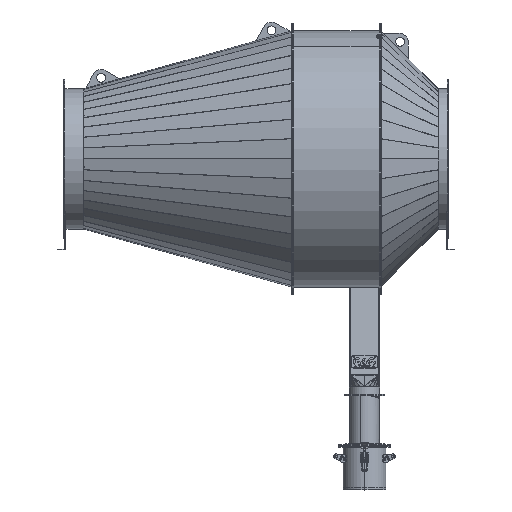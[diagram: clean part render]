
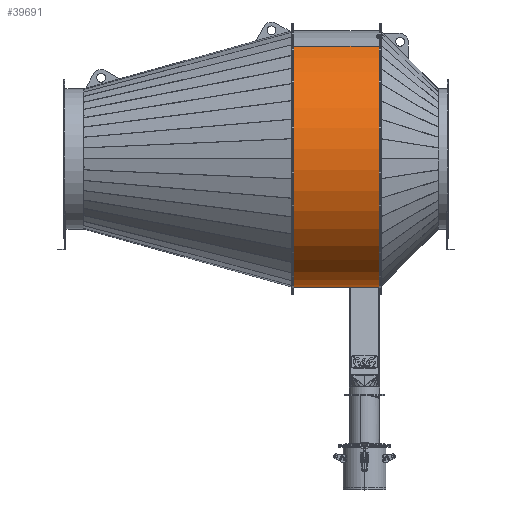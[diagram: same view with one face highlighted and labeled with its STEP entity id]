
A CAD part, top view. The second image highlights one B-rep face of the part: STEP entity #39691.
In plain terms, the highlighted cylindrical face has radius 652.5 mm (diameter 1305 mm), a partial arc.
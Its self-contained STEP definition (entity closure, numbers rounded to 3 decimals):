
#59 = ORIENTED_EDGE ( 'NONE', *, *, #14855, .F. ) ;
#619 = DIRECTION ( 'NONE',  ( 0., 1., 0. ) ) ;
#3417 = VERTEX_POINT ( 'NONE', #26998 ) ;
#3520 = DIRECTION ( 'NONE',  ( 0., -1., 0. ) ) ;
#4870 = CARTESIAN_POINT ( 'NONE',  ( 0., 0., 0. ) ) ;
#5384 = ORIENTED_EDGE ( 'NONE', *, *, #24968, .F. ) ;
#5550 = VERTEX_POINT ( 'NONE', #19801 ) ;
#7831 = VERTEX_POINT ( 'NONE', #11655 ) ;
#8597 = CARTESIAN_POINT ( 'NONE',  ( 0., 446., 0. ) ) ;
#9726 = VECTOR ( 'NONE', #39560, 1000. ) ;
#11655 = CARTESIAN_POINT ( 'NONE',  ( -314.048, 446., -571.953 ) ) ;
#14132 = AXIS2_PLACEMENT_3D ( 'NONE', #4870, #25168, #44274 ) ;
#14855 = EDGE_CURVE ( 'NONE', #3417, #7831, #18263, .T. ) ;
#16198 = ORIENTED_EDGE ( 'NONE', *, *, #40506, .T. ) ;
#16423 = CARTESIAN_POINT ( 'NONE',  ( -0.251, 0., 652.5 ) ) ;
#18263 = LINE ( 'NONE', #33976, #32887 ) ;
#19725 = CARTESIAN_POINT ( 'NONE',  ( -0.251, 446., 652.5 ) ) ;
#19801 = CARTESIAN_POINT ( 'NONE',  ( -0.251, 446., 652.5 ) ) ;
#20166 = CARTESIAN_POINT ( 'NONE',  ( 0., 446., 0. ) ) ;
#20689 = DIRECTION ( 'NONE',  ( 0., 0., -1. ) ) ;
#23080 = FACE_OUTER_BOUND ( 'NONE', #40990, .T. ) ;
#23396 = VERTEX_POINT ( 'NONE', #16423 ) ;
#23837 = LINE ( 'NONE', #19725, #9726 ) ;
#24968 = EDGE_CURVE ( 'NONE', #5550, #23396, #23837, .T. ) ;
#25168 = DIRECTION ( 'NONE',  ( 0., 1., 0. ) ) ;
#26998 = CARTESIAN_POINT ( 'NONE',  ( -314.048, 0., -571.953 ) ) ;
#30537 = AXIS2_PLACEMENT_3D ( 'NONE', #8597, #3520, #20689 ) ;
#32135 = EDGE_CURVE ( 'NONE', #7831, #5550, #45897, .T. ) ;
#32887 = VECTOR ( 'NONE', #37331, 1000. ) ;
#33546 = AXIS2_PLACEMENT_3D ( 'NONE', #20166, #619, #36856 ) ;
#33976 = CARTESIAN_POINT ( 'NONE',  ( -314.048, 446., -571.953 ) ) ;
#36856 = DIRECTION ( 'NONE',  ( 1., 0., 0. ) ) ;
#37331 = DIRECTION ( 'NONE',  ( 0., 1., 0. ) ) ;
#38794 = CYLINDRICAL_SURFACE ( 'NONE', #30537, 652.5 ) ;
#39560 = DIRECTION ( 'NONE',  ( 0., -1., 0. ) ) ;
#39691 = ADVANCED_FACE ( 'NONE', ( #23080 ), #38794, .T. ) ;
#40506 = EDGE_CURVE ( 'NONE', #3417, #23396, #47000, .T. ) ;
#40990 = EDGE_LOOP ( 'NONE', ( #59, #16198, #5384, #44736 ) ) ;
#44274 = DIRECTION ( 'NONE',  ( 1., 0., 0. ) ) ;
#44736 = ORIENTED_EDGE ( 'NONE', *, *, #32135, .F. ) ;
#45897 = CIRCLE ( 'NONE', #33546, 652.5 ) ;
#47000 = CIRCLE ( 'NONE', #14132, 652.5 ) ;
